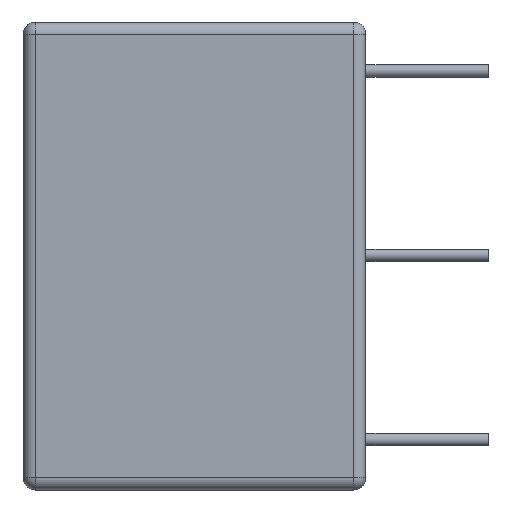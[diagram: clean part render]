
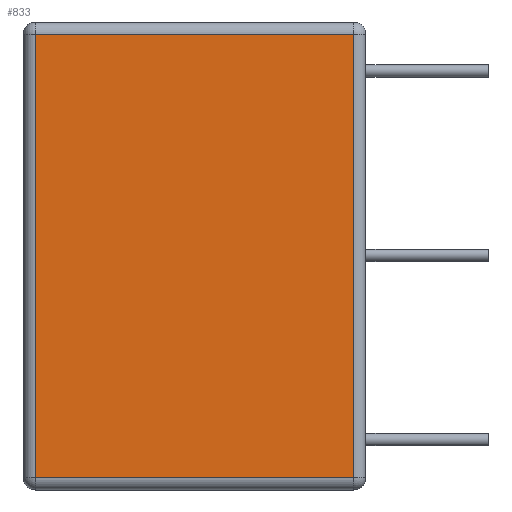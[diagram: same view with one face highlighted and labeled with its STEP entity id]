
A CAD part, left-side view. The second image highlights one B-rep face of the part: STEP entity #833.
In plain terms, the highlighted planar face has unit normal (-1, 0, 0).
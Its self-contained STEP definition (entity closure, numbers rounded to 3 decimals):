
#50 = CARTESIAN_POINT ( 'NONE',  ( 0., 26.9, 38.1 ) ) ;
#53 = EDGE_CURVE ( 'NONE', #644, #394, #351, .T. ) ;
#54 = ORIENTED_EDGE ( 'NONE', *, *, #654, .T. ) ;
#147 = DIRECTION ( 'NONE',  ( 0., 1., 0. ) ) ;
#149 = CARTESIAN_POINT ( 'NONE',  ( 0., 0., 1. ) ) ;
#197 = FACE_OUTER_BOUND ( 'NONE', #893, .T. ) ;
#249 = VECTOR ( 'NONE', #295, 1000. ) ;
#295 = DIRECTION ( 'NONE',  ( 0., -1., 0. ) ) ;
#310 = DIRECTION ( 'NONE',  ( 0., 0., 1. ) ) ;
#351 = LINE ( 'NONE', #521, #386 ) ;
#386 = VECTOR ( 'NONE', #310, 1000. ) ;
#394 = VERTEX_POINT ( 'NONE', #723 ) ;
#397 = DIRECTION ( 'NONE',  ( 0., 0., -1. ) ) ;
#431 = VERTEX_POINT ( 'NONE', #967 ) ;
#465 = DIRECTION ( 'NONE',  ( 0., 0., -1. ) ) ;
#521 = CARTESIAN_POINT ( 'NONE',  ( 0., 1., 38.1 ) ) ;
#593 = VECTOR ( 'NONE', #397, 1000. ) ;
#644 = VERTEX_POINT ( 'NONE', #999 ) ;
#646 = CARTESIAN_POINT ( 'NONE',  ( 0., 0., 37.1 ) ) ;
#651 = VECTOR ( 'NONE', #147, 1000. ) ;
#654 = EDGE_CURVE ( 'NONE', #431, #746, #1013, .T. ) ;
#698 = AXIS2_PLACEMENT_3D ( 'NONE', #766, #943, #465 ) ;
#702 = LINE ( 'NONE', #149, #249 ) ;
#723 = CARTESIAN_POINT ( 'NONE',  ( 0., 1., 37.1 ) ) ;
#746 = VERTEX_POINT ( 'NONE', #818 ) ;
#763 = ORIENTED_EDGE ( 'NONE', *, *, #971, .T. ) ;
#766 = CARTESIAN_POINT ( 'NONE',  ( 0., 0., 38.1 ) ) ;
#818 = CARTESIAN_POINT ( 'NONE',  ( 0., 26.9, 1. ) ) ;
#828 = PLANE ( 'NONE',  #698 ) ;
#833 = ADVANCED_FACE ( 'NONE', ( #197 ), #828, .F. ) ;
#869 = ORIENTED_EDGE ( 'NONE', *, *, #904, .T. ) ;
#893 = EDGE_LOOP ( 'NONE', ( #869, #54, #763, #998 ) ) ;
#904 = EDGE_CURVE ( 'NONE', #394, #431, #976, .T. ) ;
#943 = DIRECTION ( 'NONE',  ( 1., 0., 0. ) ) ;
#967 = CARTESIAN_POINT ( 'NONE',  ( 0., 26.9, 37.1 ) ) ;
#971 = EDGE_CURVE ( 'NONE', #746, #644, #702, .T. ) ;
#976 = LINE ( 'NONE', #646, #651 ) ;
#998 = ORIENTED_EDGE ( 'NONE', *, *, #53, .T. ) ;
#999 = CARTESIAN_POINT ( 'NONE',  ( 0., 1., 1. ) ) ;
#1013 = LINE ( 'NONE', #50, #593 ) ;
